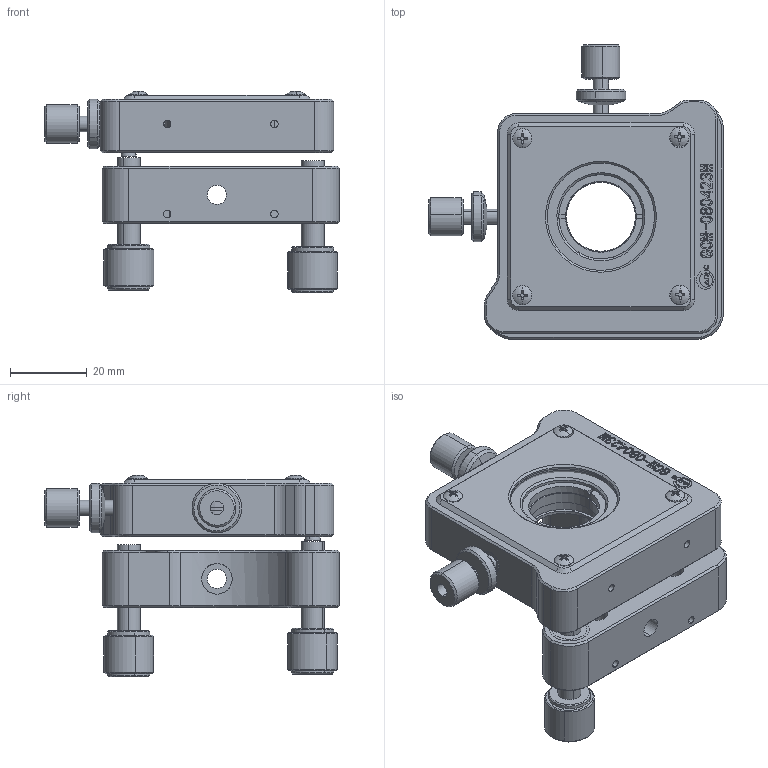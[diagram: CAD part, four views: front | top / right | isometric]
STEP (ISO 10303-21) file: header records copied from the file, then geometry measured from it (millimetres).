
FILE_DESCRIPTION (( 'STEP AP203' ), '1' );
FILE_NAME ('GCM-080423M.STEP', '2020-10-21T10:02:38', ( '' ), ( '' ), 'SwSTEP 2.0', 'SolidWorks 2015', '' );
FILE_SCHEMA (( 'CONFIG_CONTROL_DESIGN' ));
Length unit declared in the file: millimetre
Products named in the file (1): GCM-080423M
Bounding box: 77 x 77 x 52.65 mm (x, y, z)
Surface area: 28246.1 mm2 (no closed solid volume)
Topology: 0 solids, 31 shells, 528 faces, 1518 edges, 1008 vertices
Faces by surface type: plane 210, cylinder 176, cone 94, bspline 38, sphere 10
Entity records: 22306 total; most frequent: CARTESIAN_POINT 8497, DIRECTION 2887, ORIENTED_EDGE 2664, EDGE_CURVE 1514, AXIS2_PLACEMENT_3D 1048, VERTEX_POINT 1006, VECTOR 791, LINE 791
